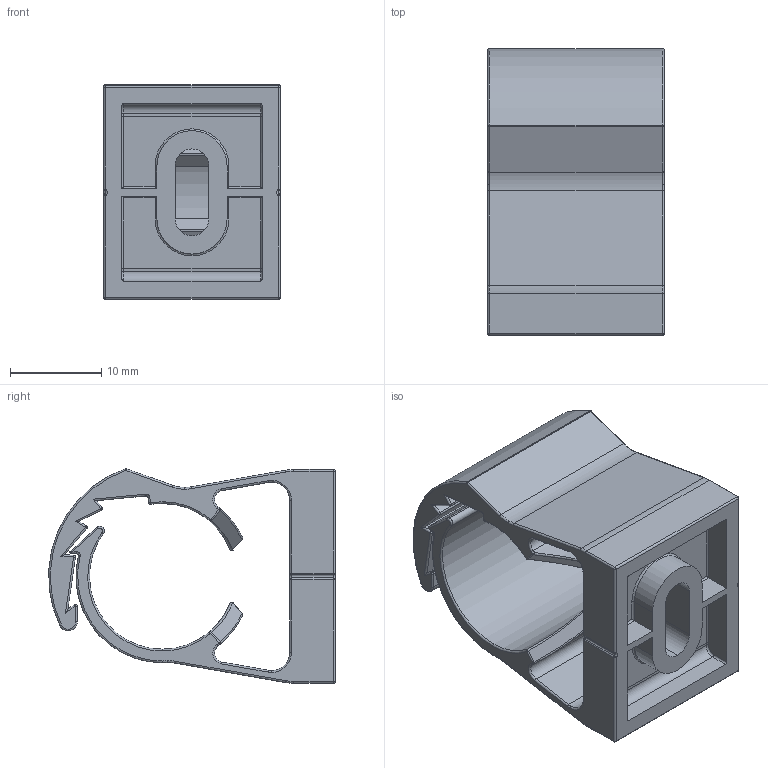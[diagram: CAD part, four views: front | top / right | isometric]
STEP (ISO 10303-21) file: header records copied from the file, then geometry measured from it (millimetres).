
FILE_DESCRIPTION (( 'STEP AP203' ), '1' );
FILE_NAME ('CTA00D-FL-014-K01.STEP', '2024-02-22T08:59:27', ( '' ), ( '' ), 'SwSTEP 2.0', 'SolidWorks 2022', '' );
FILE_SCHEMA (( 'CONFIG_CONTROL_DESIGN' ));
Length unit declared in the file: millimetre
Products named in the file (1): CTA00D-FL-014-K01
Bounding box: 19.4 x 31.48 x 23.58 mm (x, y, z)
Volume: 4350.6 mm3; surface area: 5204.9 mm2
Topology: 1 solids, 1 shells, 287 faces, 668 edges, 358 vertices
Faces by surface type: cylinder 124, torus 61, plane 49, sphere 43, bspline 10
Entity records: 8046 total; most frequent: CARTESIAN_POINT 1559, DIRECTION 1509, ORIENTED_EDGE 1276, EDGE_CURVE 638, AXIS2_PLACEMENT_3D 629, VERTEX_POINT 355, CIRCLE 351, EDGE_LOOP 291
